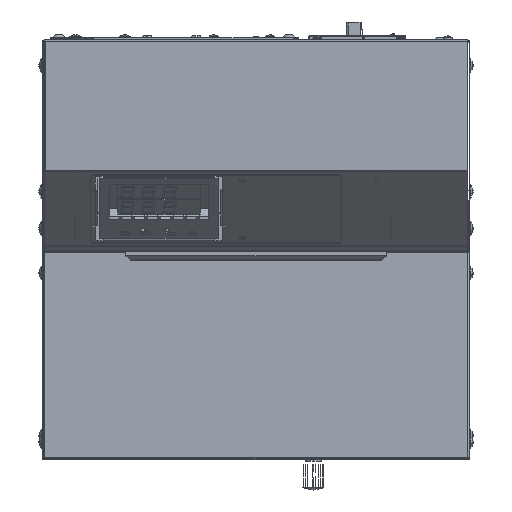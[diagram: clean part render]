
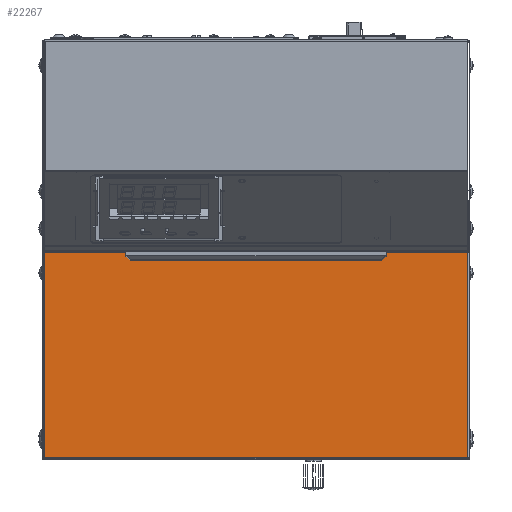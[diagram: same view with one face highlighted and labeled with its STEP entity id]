
A CAD part, top view. The second image highlights one B-rep face of the part: STEP entity #22267.
In plain terms, the highlighted planar face has unit normal (0, 0, 1).
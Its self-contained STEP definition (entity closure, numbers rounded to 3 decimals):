
#1113 = DIRECTION ( 'NONE',  ( 0., -1., 0. ) ) ;
#1142 = PLANE ( 'NONE',  #11916 ) ;
#2009 = ORIENTED_EDGE ( 'NONE', *, *, #29686, .F. ) ;
#3270 = FACE_OUTER_BOUND ( 'NONE', #56356, .T. ) ;
#5022 = CARTESIAN_POINT ( 'NONE',  ( -1.012, -16.413, 0.482 ) ) ;
#5754 = EDGE_CURVE ( 'NONE', #37532, #48205, #54645, .T. ) ;
#9279 = VECTOR ( 'NONE', #47301, 39.37 ) ;
#11916 = AXIS2_PLACEMENT_3D ( 'NONE', #46868, #12258, #28228 ) ;
#12258 = DIRECTION ( 'NONE',  ( 0., 0., 1. ) ) ;
#13035 = DIRECTION ( 'NONE',  ( 0., 1., 0. ) ) ;
#14057 = EDGE_CURVE ( 'NONE', #48205, #24544, #60325, .T. ) ;
#22267 = ADVANCED_FACE ( 'NONE', ( #3270 ), #1142, .T. ) ;
#22980 = CARTESIAN_POINT ( 'NONE',  ( 9.089, -21.314, 0.482 ) ) ;
#24544 = VERTEX_POINT ( 'NONE', #30497 ) ;
#25752 = VECTOR ( 'NONE', #1113, 39.37 ) ;
#26948 = LINE ( 'NONE', #30122, #9279 ) ;
#28228 = DIRECTION ( 'NONE',  ( 0., 1., 0. ) ) ;
#29362 = LINE ( 'NONE', #57451, #49691 ) ;
#29686 = EDGE_CURVE ( 'NONE', #46518, #37532, #29362, .T. ) ;
#30122 = CARTESIAN_POINT ( 'NONE',  ( -1.012, -21.314, 0.482 ) ) ;
#30497 = CARTESIAN_POINT ( 'NONE',  ( 9.089, -21.314, 0.482 ) ) ;
#31400 = CARTESIAN_POINT ( 'NONE',  ( -1.012, -21.314, 0.482 ) ) ;
#32190 = ORIENTED_EDGE ( 'NONE', *, *, #14057, .F. ) ;
#33425 = DIRECTION ( 'NONE',  ( 1., 0., 0. ) ) ;
#37532 = VERTEX_POINT ( 'NONE', #5022 ) ;
#38477 = EDGE_CURVE ( 'NONE', #24544, #46518, #26948, .T. ) ;
#39378 = CARTESIAN_POINT ( 'NONE',  ( -1.012, -16.413, 0.482 ) ) ;
#45562 = CARTESIAN_POINT ( 'NONE',  ( 9.089, -16.413, 0.482 ) ) ;
#45863 = VECTOR ( 'NONE', #33425, 39.37 ) ;
#46518 = VERTEX_POINT ( 'NONE', #31400 ) ;
#46868 = CARTESIAN_POINT ( 'NONE',  ( 4.038, -16.403, 0.482 ) ) ;
#47301 = DIRECTION ( 'NONE',  ( -1., 0., 0. ) ) ;
#48205 = VERTEX_POINT ( 'NONE', #45562 ) ;
#49691 = VECTOR ( 'NONE', #13035, 39.37 ) ;
#51293 = ORIENTED_EDGE ( 'NONE', *, *, #5754, .F. ) ;
#54645 = LINE ( 'NONE', #39378, #45863 ) ;
#56356 = EDGE_LOOP ( 'NONE', ( #32190, #51293, #2009, #60108 ) ) ;
#57451 = CARTESIAN_POINT ( 'NONE',  ( -1.012, -16.403, 0.482 ) ) ;
#60108 = ORIENTED_EDGE ( 'NONE', *, *, #38477, .F. ) ;
#60325 = LINE ( 'NONE', #22980, #25752 ) ;
